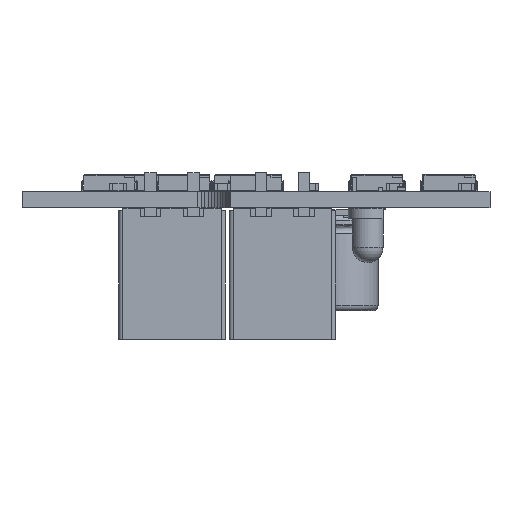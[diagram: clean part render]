
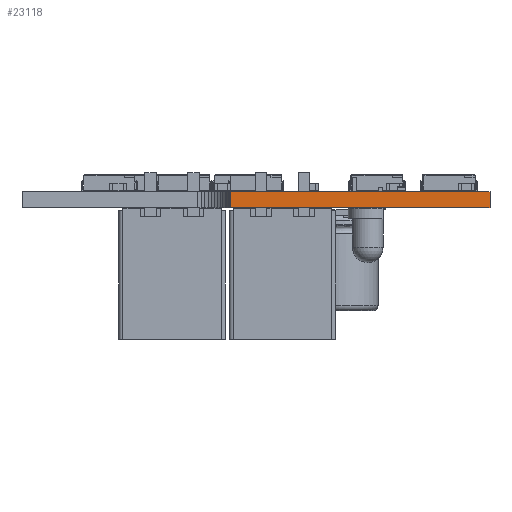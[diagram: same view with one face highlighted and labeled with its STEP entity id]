
A CAD part, front view. The second image highlights one B-rep face of the part: STEP entity #23118.
In plain terms, the highlighted planar face has unit normal (0, -1, 0).
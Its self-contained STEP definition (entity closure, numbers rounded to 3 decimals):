
#23118 = ADVANCED_FACE('',(#23119),#23133,.T.);
#23119 = FACE_BOUND('',#23120,.T.);
#23120 = EDGE_LOOP('',(#23121,#23156,#23184,#23212));
#23121 = ORIENTED_EDGE('',*,*,#23122,.T.);
#23122 = EDGE_CURVE('',#23123,#23125,#23127,.T.);
#23123 = VERTEX_POINT('',#23124);
#23124 = CARTESIAN_POINT('',(162.821,-160.512,0.));
#23125 = VERTEX_POINT('',#23126);
#23126 = CARTESIAN_POINT('',(162.821,-160.512,1.58));
#23127 = SURFACE_CURVE('',#23128,(#23132,#23144),.PCURVE_S1.);
#23128 = LINE('',#23129,#23130);
#23129 = CARTESIAN_POINT('',(162.821,-160.512,0.));
#23130 = VECTOR('',#23131,1.);
#23131 = DIRECTION('',(0.,0.,1.));
#23132 = PCURVE('',#23133,#23138);
#23133 = PLANE('',#23134);
#23134 = AXIS2_PLACEMENT_3D('',#23135,#23136,#23137);
#23135 = CARTESIAN_POINT('',(162.821,-160.512,0.));
#23136 = DIRECTION('',(0.,-1.,0.));
#23137 = DIRECTION('',(-1.,0.,0.));
#23138 = DEFINITIONAL_REPRESENTATION('',(#23139),#23143);
#23139 = LINE('',#23140,#23141);
#23140 = CARTESIAN_POINT('',(0.,-0.));
#23141 = VECTOR('',#23142,1.);
#23142 = DIRECTION('',(0.,-1.));
#23143 = ( GEOMETRIC_REPRESENTATION_CONTEXT(2) 
PARAMETRIC_REPRESENTATION_CONTEXT() REPRESENTATION_CONTEXT('2D SPACE',''
  ) );
#23144 = PCURVE('',#23145,#23150);
#23145 = PLANE('',#23146);
#23146 = AXIS2_PLACEMENT_3D('',#23147,#23148,#23149);
#23147 = CARTESIAN_POINT('',(162.821,-29.702,0.));
#23148 = DIRECTION('',(1.,0.,-0.));
#23149 = DIRECTION('',(0.,-1.,0.));
#23150 = DEFINITIONAL_REPRESENTATION('',(#23151),#23155);
#23151 = LINE('',#23152,#23153);
#23152 = CARTESIAN_POINT('',(130.81,0.));
#23153 = VECTOR('',#23154,1.);
#23154 = DIRECTION('',(0.,-1.));
#23155 = ( GEOMETRIC_REPRESENTATION_CONTEXT(2) 
PARAMETRIC_REPRESENTATION_CONTEXT() REPRESENTATION_CONTEXT('2D SPACE',''
  ) );
#23156 = ORIENTED_EDGE('',*,*,#23157,.T.);
#23157 = EDGE_CURVE('',#23125,#23158,#23160,.T.);
#23158 = VERTEX_POINT('',#23159);
#23159 = CARTESIAN_POINT('',(137.421,-160.512,1.58));
#23160 = SURFACE_CURVE('',#23161,(#23165,#23172),.PCURVE_S1.);
#23161 = LINE('',#23162,#23163);
#23162 = CARTESIAN_POINT('',(162.821,-160.512,1.58));
#23163 = VECTOR('',#23164,1.);
#23164 = DIRECTION('',(-1.,0.,0.));
#23165 = PCURVE('',#23133,#23166);
#23166 = DEFINITIONAL_REPRESENTATION('',(#23167),#23171);
#23167 = LINE('',#23168,#23169);
#23168 = CARTESIAN_POINT('',(0.,-1.58));
#23169 = VECTOR('',#23170,1.);
#23170 = DIRECTION('',(1.,0.));
#23171 = ( GEOMETRIC_REPRESENTATION_CONTEXT(2) 
PARAMETRIC_REPRESENTATION_CONTEXT() REPRESENTATION_CONTEXT('2D SPACE',''
  ) );
#23172 = PCURVE('',#23173,#23178);
#23173 = PLANE('',#23174);
#23174 = AXIS2_PLACEMENT_3D('',#23175,#23176,#23177);
#23175 = CARTESIAN_POINT('',(146.685,-99.676,1.58));
#23176 = DIRECTION('',(-0.,-0.,-1.));
#23177 = DIRECTION('',(-1.,0.,0.));
#23178 = DEFINITIONAL_REPRESENTATION('',(#23179),#23183);
#23179 = LINE('',#23180,#23181);
#23180 = CARTESIAN_POINT('',(-16.136,-60.836));
#23181 = VECTOR('',#23182,1.);
#23182 = DIRECTION('',(1.,0.));
#23183 = ( GEOMETRIC_REPRESENTATION_CONTEXT(2) 
PARAMETRIC_REPRESENTATION_CONTEXT() REPRESENTATION_CONTEXT('2D SPACE',''
  ) );
#23184 = ORIENTED_EDGE('',*,*,#23185,.F.);
#23185 = EDGE_CURVE('',#23186,#23158,#23188,.T.);
#23186 = VERTEX_POINT('',#23187);
#23187 = CARTESIAN_POINT('',(137.421,-160.512,0.));
#23188 = SURFACE_CURVE('',#23189,(#23193,#23200),.PCURVE_S1.);
#23189 = LINE('',#23190,#23191);
#23190 = CARTESIAN_POINT('',(137.421,-160.512,0.));
#23191 = VECTOR('',#23192,1.);
#23192 = DIRECTION('',(0.,0.,1.));
#23193 = PCURVE('',#23133,#23194);
#23194 = DEFINITIONAL_REPRESENTATION('',(#23195),#23199);
#23195 = LINE('',#23196,#23197);
#23196 = CARTESIAN_POINT('',(25.4,0.));
#23197 = VECTOR('',#23198,1.);
#23198 = DIRECTION('',(0.,-1.));
#23199 = ( GEOMETRIC_REPRESENTATION_CONTEXT(2) 
PARAMETRIC_REPRESENTATION_CONTEXT() REPRESENTATION_CONTEXT('2D SPACE',''
  ) );
#23200 = PCURVE('',#23201,#23206);
#23201 = PLANE('',#23202);
#23202 = AXIS2_PLACEMENT_3D('',#23203,#23204,#23205);
#23203 = CARTESIAN_POINT('',(137.421,-160.512,0.));
#23204 = DIRECTION('',(-1.,0.,0.));
#23205 = DIRECTION('',(0.,1.,0.));
#23206 = DEFINITIONAL_REPRESENTATION('',(#23207),#23211);
#23207 = LINE('',#23208,#23209);
#23208 = CARTESIAN_POINT('',(0.,0.));
#23209 = VECTOR('',#23210,1.);
#23210 = DIRECTION('',(0.,-1.));
#23211 = ( GEOMETRIC_REPRESENTATION_CONTEXT(2) 
PARAMETRIC_REPRESENTATION_CONTEXT() REPRESENTATION_CONTEXT('2D SPACE',''
  ) );
#23212 = ORIENTED_EDGE('',*,*,#23213,.F.);
#23213 = EDGE_CURVE('',#23123,#23186,#23214,.T.);
#23214 = SURFACE_CURVE('',#23215,(#23219,#23226),.PCURVE_S1.);
#23215 = LINE('',#23216,#23217);
#23216 = CARTESIAN_POINT('',(162.821,-160.512,0.));
#23217 = VECTOR('',#23218,1.);
#23218 = DIRECTION('',(-1.,0.,0.));
#23219 = PCURVE('',#23133,#23220);
#23220 = DEFINITIONAL_REPRESENTATION('',(#23221),#23225);
#23221 = LINE('',#23222,#23223);
#23222 = CARTESIAN_POINT('',(0.,-0.));
#23223 = VECTOR('',#23224,1.);
#23224 = DIRECTION('',(1.,0.));
#23225 = ( GEOMETRIC_REPRESENTATION_CONTEXT(2) 
PARAMETRIC_REPRESENTATION_CONTEXT() REPRESENTATION_CONTEXT('2D SPACE',''
  ) );
#23226 = PCURVE('',#23227,#23232);
#23227 = PLANE('',#23228);
#23228 = AXIS2_PLACEMENT_3D('',#23229,#23230,#23231);
#23229 = CARTESIAN_POINT('',(146.685,-99.676,0.));
#23230 = DIRECTION('',(-0.,-0.,-1.));
#23231 = DIRECTION('',(-1.,0.,0.));
#23232 = DEFINITIONAL_REPRESENTATION('',(#23233),#23237);
#23233 = LINE('',#23234,#23235);
#23234 = CARTESIAN_POINT('',(-16.136,-60.836));
#23235 = VECTOR('',#23236,1.);
#23236 = DIRECTION('',(1.,0.));
#23237 = ( GEOMETRIC_REPRESENTATION_CONTEXT(2) 
PARAMETRIC_REPRESENTATION_CONTEXT() REPRESENTATION_CONTEXT('2D SPACE',''
  ) );
